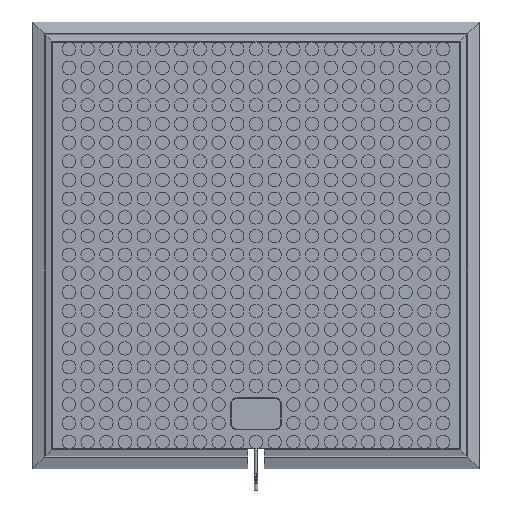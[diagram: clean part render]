
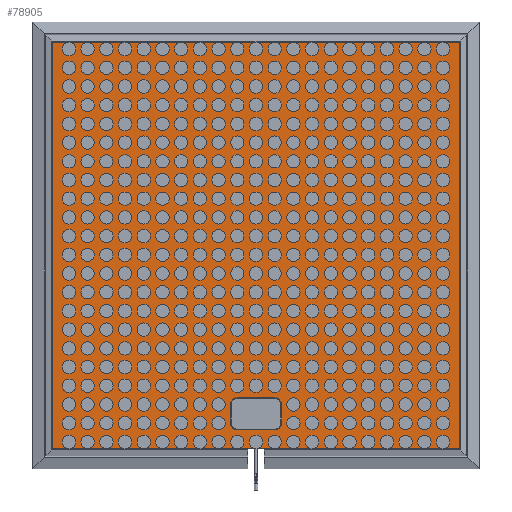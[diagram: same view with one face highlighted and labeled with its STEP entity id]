
A CAD part, front view. The second image highlights one B-rep face of the part: STEP entity #78905.
In plain terms, the highlighted planar face has unit normal (0, -1, 0).
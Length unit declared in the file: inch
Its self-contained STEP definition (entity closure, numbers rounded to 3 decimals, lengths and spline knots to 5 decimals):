
#622 = DIRECTION ( 'NONE',  ( 0., 0., 1. ) ) ;
#1180 = CARTESIAN_POINT ( 'NONE',  ( -11.98819, -0.47244, 11.98819 ) ) ;
#1331 = EDGE_CURVE ( 'NONE', #70035, #10160, #51518, .T. ) ;
#3980 = CARTESIAN_POINT ( 'NONE',  ( 1.50591, -0.47244, -9.37008 ) ) ;
#4063 = AXIS2_PLACEMENT_3D ( 'NONE', #66248, #45864, #10695 ) ;
#5013 = EDGE_CURVE ( 'NONE', #89924, #83984, #40616, .T. ) ;
#5970 = ORIENTED_EDGE ( 'NONE', *, *, #89402, .F. ) ;
#6047 = AXIS2_PLACEMENT_3D ( 'NONE', #78846, #72444, #36419 ) ;
#7070 = CARTESIAN_POINT ( 'NONE',  ( 1.1122, -0.47244, -10.86614 ) ) ;
#8438 = VERTEX_POINT ( 'NONE', #59767 ) ;
#8785 = LINE ( 'NONE', #44427, #79884 ) ;
#9793 = DIRECTION ( 'NONE',  ( 0., 0., -1. ) ) ;
#10160 = VERTEX_POINT ( 'NONE', #10629 ) ;
#10629 = CARTESIAN_POINT ( 'NONE',  ( -1.50591, -0.47244, -10.47244 ) ) ;
#10695 = DIRECTION ( 'NONE',  ( 0., 0., -1. ) ) ;
#13537 = CIRCLE ( 'NONE', #15005, 0.3937 ) ;
#13704 = CARTESIAN_POINT ( 'NONE',  ( 0., -0.47244, -10.86614 ) ) ;
#14358 = CARTESIAN_POINT ( 'NONE',  ( 11.98819, -0.47244, 11.98819 ) ) ;
#15005 = AXIS2_PLACEMENT_3D ( 'NONE', #32360, #88241, #25400 ) ;
#15541 = EDGE_CURVE ( 'NONE', #69494, #83500, #83176, .T. ) ;
#15870 = CARTESIAN_POINT ( 'NONE',  ( -1.50591, -0.47244, 0. ) ) ;
#19403 = DIRECTION ( 'NONE',  ( 0., 0., -1. ) ) ;
#20125 = LINE ( 'NONE', #77413, #29346 ) ;
#20295 = CARTESIAN_POINT ( 'NONE',  ( 0., -0.47244, -8.97638 ) ) ;
#20337 = CIRCLE ( 'NONE', #4063, 0.3937 ) ;
#22450 = CARTESIAN_POINT ( 'NONE',  ( 1.1122, -0.47244, -8.97638 ) ) ;
#23003 = PLANE ( 'NONE',  #6047 ) ;
#24350 = VECTOR ( 'NONE', #38686, 39.37008 ) ;
#24526 = LINE ( 'NONE', #79468, #64699 ) ;
#25400 = DIRECTION ( 'NONE',  ( 0., 0., -1. ) ) ;
#28439 = EDGE_CURVE ( 'NONE', #8438, #31452, #8785, .T. ) ;
#29302 = DIRECTION ( 'NONE',  ( 1., 0., 0. ) ) ;
#29346 = VECTOR ( 'NONE', #622, 39.37008 ) ;
#29481 = EDGE_CURVE ( 'NONE', #52760, #70035, #13537, .T. ) ;
#29778 = EDGE_CURVE ( 'NONE', #38874, #8438, #78406, .T. ) ;
#31452 = VERTEX_POINT ( 'NONE', #52295 ) ;
#32360 = CARTESIAN_POINT ( 'NONE',  ( -1.1122, -0.47244, -9.37008 ) ) ;
#33401 = CARTESIAN_POINT ( 'NONE',  ( 1.1122, -0.47244, -9.37008 ) ) ;
#33687 = ORIENTED_EDGE ( 'NONE', *, *, #15541, .F. ) ;
#34242 = ORIENTED_EDGE ( 'NONE', *, *, #29778, .T. ) ;
#34343 = ORIENTED_EDGE ( 'NONE', *, *, #52781, .F. ) ;
#36419 = DIRECTION ( 'NONE',  ( 0., 0., -1. ) ) ;
#37125 = CARTESIAN_POINT ( 'NONE',  ( 1.1122, -0.47244, -10.47244 ) ) ;
#38158 = EDGE_CURVE ( 'NONE', #46775, #89924, #24526, .T. ) ;
#38686 = DIRECTION ( 'NONE',  ( -1., 0., 0. ) ) ;
#38874 = VERTEX_POINT ( 'NONE', #41217 ) ;
#39674 = VERTEX_POINT ( 'NONE', #14358 ) ;
#40616 = CIRCLE ( 'NONE', #43561, 0.3937 ) ;
#41041 = EDGE_CURVE ( 'NONE', #39674, #38874, #66904, .T. ) ;
#41217 = CARTESIAN_POINT ( 'NONE',  ( -11.98819, -0.47244, 11.98819 ) ) ;
#43264 = EDGE_CURVE ( 'NONE', #31452, #39674, #20125, .T. ) ;
#43312 = DIRECTION ( 'NONE',  ( 0., 0., -1. ) ) ;
#43561 = AXIS2_PLACEMENT_3D ( 'NONE', #33401, #48131, #19403 ) ;
#44235 = FACE_BOUND ( 'NONE', #66755, .T. ) ;
#44336 = ORIENTED_EDGE ( 'NONE', *, *, #1331, .F. ) ;
#44427 = CARTESIAN_POINT ( 'NONE',  ( 11.98819, -0.47244, -11.98819 ) ) ;
#45864 = DIRECTION ( 'NONE',  ( 0., -1., 0. ) ) ;
#45923 = ORIENTED_EDGE ( 'NONE', *, *, #29481, .F. ) ;
#46499 = ORIENTED_EDGE ( 'NONE', *, *, #5013, .F. ) ;
#46775 = VERTEX_POINT ( 'NONE', #69556 ) ;
#47597 = DIRECTION ( 'NONE',  ( -1., 0., 0. ) ) ;
#48131 = DIRECTION ( 'NONE',  ( 0., -1., 0. ) ) ;
#49187 = VECTOR ( 'NONE', #77520, 39.37008 ) ;
#49614 = VECTOR ( 'NONE', #79639, 39.37008 ) ;
#49720 = ORIENTED_EDGE ( 'NONE', *, *, #52870, .F. ) ;
#51518 = LINE ( 'NONE', #15870, #49614 ) ;
#51735 = ORIENTED_EDGE ( 'NONE', *, *, #28439, .T. ) ;
#52295 = CARTESIAN_POINT ( 'NONE',  ( 11.98819, -0.47244, -11.98819 ) ) ;
#52592 = CARTESIAN_POINT ( 'NONE',  ( 11.98819, -0.47244, 11.98819 ) ) ;
#52760 = VERTEX_POINT ( 'NONE', #58917 ) ;
#52781 = EDGE_CURVE ( 'NONE', #83500, #46775, #64230, .T. ) ;
#52870 = EDGE_CURVE ( 'NONE', #83984, #52760, #55500, .T. ) ;
#53473 = VECTOR ( 'NONE', #43312, 39.37008 ) ;
#55500 = LINE ( 'NONE', #20295, #89337 ) ;
#58917 = CARTESIAN_POINT ( 'NONE',  ( -1.1122, -0.47244, -8.97638 ) ) ;
#59767 = CARTESIAN_POINT ( 'NONE',  ( -11.98819, -0.47244, -11.98819 ) ) ;
#60989 = ORIENTED_EDGE ( 'NONE', *, *, #41041, .T. ) ;
#63284 = FACE_OUTER_BOUND ( 'NONE', #85371, .T. ) ;
#64230 = CIRCLE ( 'NONE', #78901, 0.3937 ) ;
#64699 = VECTOR ( 'NONE', #73947, 39.37008 ) ;
#64929 = DIRECTION ( 'NONE',  ( 0., -1., 0. ) ) ;
#66248 = CARTESIAN_POINT ( 'NONE',  ( -1.1122, -0.47244, -10.47244 ) ) ;
#66755 = EDGE_LOOP ( 'NONE', ( #44336, #45923, #49720, #46499, #90167, #34343, #33687, #5970 ) ) ;
#66904 = LINE ( 'NONE', #52592, #24350 ) ;
#69494 = VERTEX_POINT ( 'NONE', #88414 ) ;
#69556 = CARTESIAN_POINT ( 'NONE',  ( 1.50591, -0.47244, -10.47244 ) ) ;
#70035 = VERTEX_POINT ( 'NONE', #73223 ) ;
#72444 = DIRECTION ( 'NONE',  ( 0., 1., 0. ) ) ;
#73223 = CARTESIAN_POINT ( 'NONE',  ( -1.50591, -0.47244, -9.37008 ) ) ;
#73947 = DIRECTION ( 'NONE',  ( 0., 0., 1. ) ) ;
#77413 = CARTESIAN_POINT ( 'NONE',  ( 11.98819, -0.47244, 11.98819 ) ) ;
#77520 = DIRECTION ( 'NONE',  ( 1., 0., 0. ) ) ;
#78406 = LINE ( 'NONE', #1180, #53473 ) ;
#78846 = CARTESIAN_POINT ( 'NONE',  ( 0., -0.47244, 0. ) ) ;
#78901 = AXIS2_PLACEMENT_3D ( 'NONE', #37125, #64929, #9793 ) ;
#78905 = ADVANCED_FACE ( 'NONE', ( #44235, #63284 ), #23003, .F. ) ;
#79468 = CARTESIAN_POINT ( 'NONE',  ( 1.50591, -0.47244, 0. ) ) ;
#79639 = DIRECTION ( 'NONE',  ( 0., 0., -1. ) ) ;
#79884 = VECTOR ( 'NONE', #29302, 39.37008 ) ;
#83176 = LINE ( 'NONE', #13704, #49187 ) ;
#83500 = VERTEX_POINT ( 'NONE', #7070 ) ;
#83700 = ORIENTED_EDGE ( 'NONE', *, *, #43264, .T. ) ;
#83984 = VERTEX_POINT ( 'NONE', #22450 ) ;
#85371 = EDGE_LOOP ( 'NONE', ( #51735, #83700, #60989, #34242 ) ) ;
#88241 = DIRECTION ( 'NONE',  ( 0., -1., 0. ) ) ;
#88414 = CARTESIAN_POINT ( 'NONE',  ( -1.1122, -0.47244, -10.86614 ) ) ;
#89337 = VECTOR ( 'NONE', #47597, 39.37008 ) ;
#89402 = EDGE_CURVE ( 'NONE', #10160, #69494, #20337, .T. ) ;
#89924 = VERTEX_POINT ( 'NONE', #3980 ) ;
#90167 = ORIENTED_EDGE ( 'NONE', *, *, #38158, .F. ) ;
